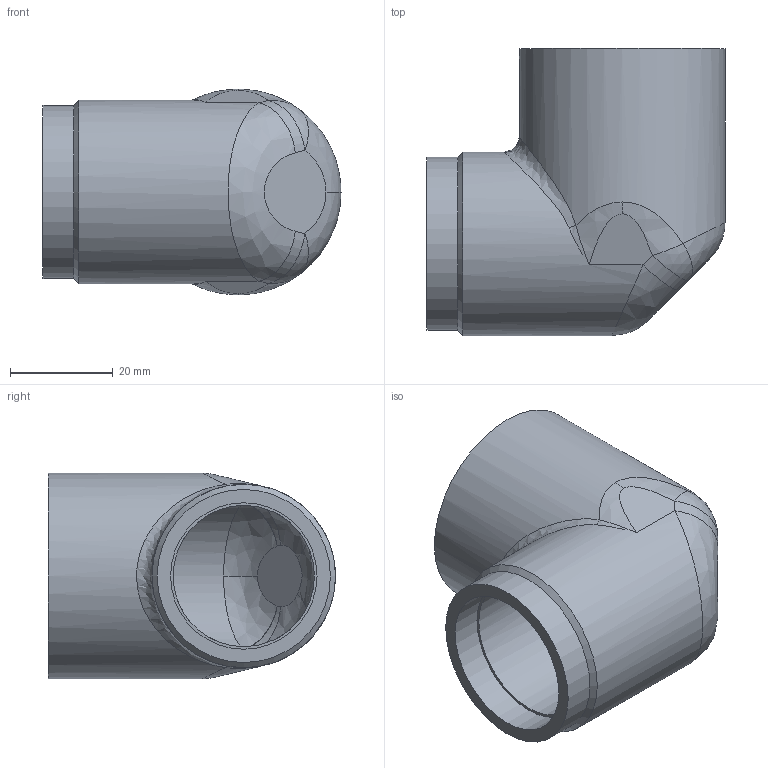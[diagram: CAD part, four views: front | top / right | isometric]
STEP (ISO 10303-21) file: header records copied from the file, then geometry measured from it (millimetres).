
FILE_DESCRIPTION(/* description */ ('Unknown'),/* implementation_level */ '2;1');
FILE_NAME(/* name */ 'R-222-S-DN25',/* time_stamp */ '2023-04-21T15:37:05+08:00',/* author */ ('Unknown'),/* organization */ ('Unknown'),/* preprocessor_version */ 'ST-DEVELOPER v16.7',/* originating_system */ 'DEX',/* authorisation */ $);
FILE_SCHEMA (('AUTOMOTIVE_DESIGN {1 0 10303 214 3 1 1}'));
Length unit declared in the file: millimetre
Products named in the file (2): R-222-S-DN25; DN25
Assembly tree (1 placements, depth 2):
  R-222-S-DN25
    DN25
Bounding box: 58 x 55.85 x 40 mm (x, y, z)
Volume: 30892.8 mm3; surface area: 17461 mm2
Topology: 1 solids, 1 shells, 56 faces, 165 edges, 110 vertices
Faces by surface type: bspline 29, plane 8, cylinder 8, sphere 4, torus 4, cone 3
Full cylindrical faces by diameter (mm): 27.5 x1, 28.5 x1, 33.7 x1, 35.7 x1, 40 x1
Entity records: 10799 total; most frequent: CARTESIAN_POINT 9545, ORIENTED_EDGE 310, DIRECTION 177, EDGE_CURVE 155, VERTEX_POINT 110, AXIS2_PLACEMENT_3D 84, EDGE_LOOP 65, FACE_BOUND 65
